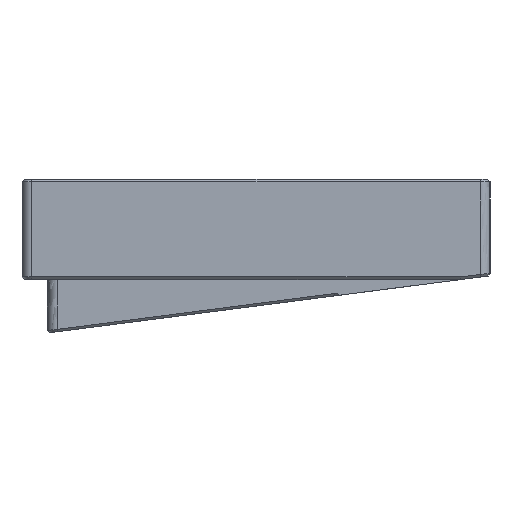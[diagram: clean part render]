
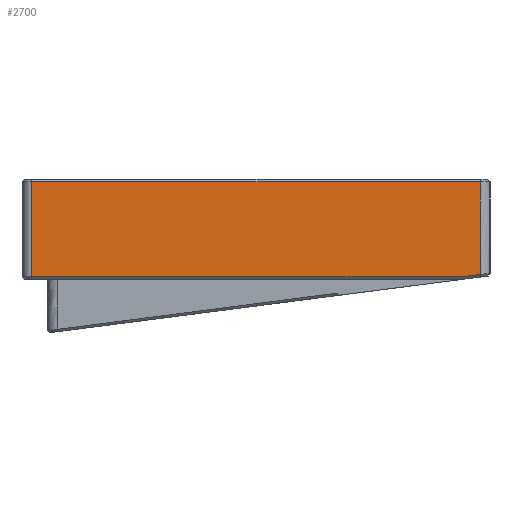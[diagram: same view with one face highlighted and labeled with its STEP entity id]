
A CAD part, left-side view. The second image highlights one B-rep face of the part: STEP entity #2700.
In plain terms, the highlighted planar face has unit normal (-1, 0, 0).
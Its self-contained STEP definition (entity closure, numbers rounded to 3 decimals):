
#161=PLANE('',#2911);
#257=FACE_OUTER_BOUND('',#417,.T.);
#417=EDGE_LOOP('',(#2025,#2026,#2027,#2028,#2029));
#608=LINE('',#4179,#867);
#624=LINE('',#4317,#883);
#625=LINE('',#4321,#884);
#626=LINE('',#4323,#885);
#627=LINE('',#4324,#886);
#867=VECTOR('',#3310,815.166);
#883=VECTOR('',#3338,1000.);
#884=VECTOR('',#3343,812.89);
#885=VECTOR('',#3344,812.89);
#886=VECTOR('',#3345,1000.);
#1239=VERTEX_POINT('',#4172);
#1242=VERTEX_POINT('',#4177);
#1258=VERTEX_POINT('',#4316);
#1259=VERTEX_POINT('',#4320);
#1260=VERTEX_POINT('',#4322);
#1525=EDGE_CURVE('',#1239,#1242,#608,.T.);
#1547=EDGE_CURVE('',#1242,#1258,#624,.T.);
#1549=EDGE_CURVE('',#1259,#1239,#625,.T.);
#1550=EDGE_CURVE('',#1258,#1260,#626,.T.);
#1551=EDGE_CURVE('',#1260,#1259,#627,.F.);
#2025=ORIENTED_EDGE('',*,*,#1549,.T.);
#2026=ORIENTED_EDGE('',*,*,#1525,.T.);
#2027=ORIENTED_EDGE('',*,*,#1547,.T.);
#2028=ORIENTED_EDGE('',*,*,#1550,.T.);
#2029=ORIENTED_EDGE('',*,*,#1551,.T.);
#2700=ADVANCED_FACE('',(#257),#161,.T.);
#2911=AXIS2_PLACEMENT_3D('',#4319,#3341,#3342);
#3310=DIRECTION('',(0.,-0.992,0.128));
#3338=DIRECTION('',(0.,0.,1.));
#3341=DIRECTION('center_axis',(-1.,0.,0.));
#3342=DIRECTION('ref_axis',(0.,0.,1.));
#3343=DIRECTION('',(0.,-1.,0.));
#3344=DIRECTION('',(0.,1.,0.));
#3345=DIRECTION('',(0.,0.,1.));
#4172=CARTESIAN_POINT('',(-155.232,-29.844,11.347));
#4177=CARTESIAN_POINT('',(-155.232,-33.726,11.849));
#4179=CARTESIAN_POINT('',(-155.232,9.767,6.225));
#4316=CARTESIAN_POINT('',(-155.232,-33.726,29.547));
#4317=CARTESIAN_POINT('',(-155.232,-33.726,30.047));
#4319=CARTESIAN_POINT('Origin',(-155.232,9.235,-0.002));
#4320=CARTESIAN_POINT('',(-155.232,52.196,11.347));
#4321=CARTESIAN_POINT('',(-155.232,9.235,11.347));
#4322=CARTESIAN_POINT('',(-155.232,52.196,29.547));
#4323=CARTESIAN_POINT('',(-155.232,52.196,29.547));
#4324=CARTESIAN_POINT('',(-155.232,52.196,-0.002));
